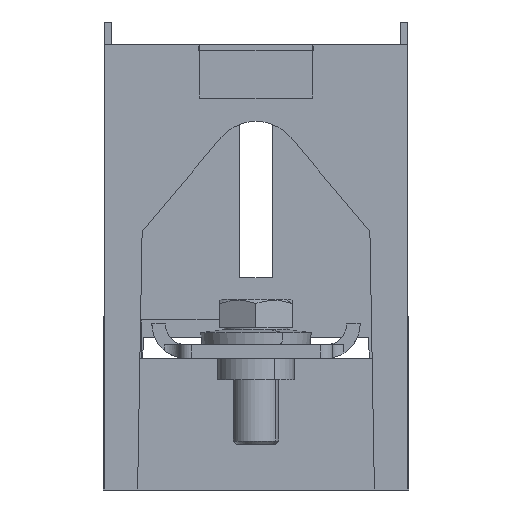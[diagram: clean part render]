
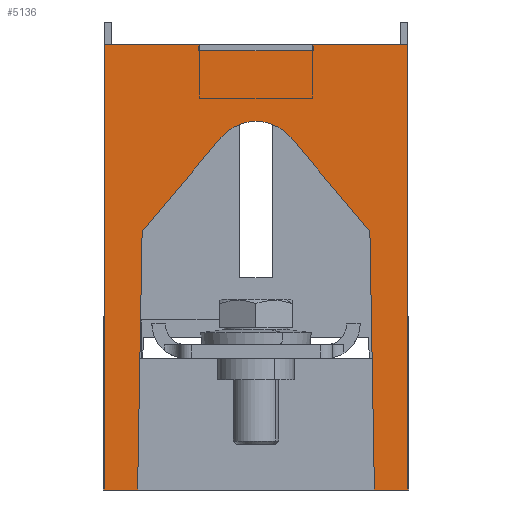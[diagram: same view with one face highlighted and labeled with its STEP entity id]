
A CAD part, front view. The second image highlights one B-rep face of the part: STEP entity #5136.
In plain terms, the highlighted planar face has unit normal (0, -1, 0).
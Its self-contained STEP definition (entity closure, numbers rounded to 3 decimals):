
#4651=AXIS2_PLACEMENT_3D('Circle Axis2P3D',#4649,#4650,$) ;
#5091=AXIS2_PLACEMENT_3D('Plane Axis2P3D',#5088,#5089,#5090) ;
#4436=CARTESIAN_POINT('Line Origine',(-15.,-96.5,81.25)) ;
#4440=CARTESIAN_POINT('Vertex',(-15.,-96.5,82.)) ;
#4442=CARTESIAN_POINT('Vertex',(-15.,-96.5,80.5)) ;
#4539=CARTESIAN_POINT('Line Origine',(15.,-96.5,81.25)) ;
#4543=CARTESIAN_POINT('Vertex',(15.,-96.5,82.)) ;
#4545=CARTESIAN_POINT('Vertex',(15.,-96.5,80.5)) ;
#4646=CARTESIAN_POINT('Vertex',(9.193,-96.5,57.713)) ;
#4649=CARTESIAN_POINT('Axis2P3D Location',(0.,-96.5,50.)) ;
#4653=CARTESIAN_POINT('Vertex',(-9.193,-96.5,57.713)) ;
#4745=CARTESIAN_POINT('Line Origine',(0.,-96.5,80.5)) ;
#4892=CARTESIAN_POINT('Vertex',(30.991,-96.5,-34.5)) ;
#4913=CARTESIAN_POINT('Vertex',(39.7,-96.5,-34.5)) ;
#4916=CARTESIAN_POINT('Line Origine',(35.346,-96.5,-34.5)) ;
#4934=CARTESIAN_POINT('Vertex',(-30.991,-96.5,-34.5)) ;
#4939=CARTESIAN_POINT('Line Origine',(-35.346,-96.5,-34.5)) ;
#4943=CARTESIAN_POINT('Vertex',(-39.7,-96.5,-34.5)) ;
#5007=CARTESIAN_POINT('Vertex',(-29.811,-96.5,33.142)) ;
#5012=CARTESIAN_POINT('Line Origine',(-30.401,-96.5,-0.679)) ;
#5034=CARTESIAN_POINT('Line Origine',(30.401,-96.5,-0.679)) ;
#5038=CARTESIAN_POINT('Vertex',(29.811,-96.5,33.142)) ;
#5069=CARTESIAN_POINT('Vertex',(39.7,-96.5,82.)) ;
#5072=CARTESIAN_POINT('Line Origine',(39.7,-96.5,23.75)) ;
#5088=CARTESIAN_POINT('Axis2P3D Location',(39.7,-96.5,0.)) ;
#5093=CARTESIAN_POINT('Line Origine',(-19.502,-96.5,45.428)) ;
#5098=CARTESIAN_POINT('Line Origine',(19.502,-96.5,45.428)) ;
#5103=CARTESIAN_POINT('Line Origine',(27.35,-96.5,82.)) ;
#5108=CARTESIAN_POINT('Line Origine',(-27.35,-96.5,82.)) ;
#5112=CARTESIAN_POINT('Vertex',(-39.7,-96.5,82.)) ;
#5115=CARTESIAN_POINT('Line Origine',(-39.7,-96.5,23.75)) ;
#4437=DIRECTION('Vector Direction',(0.,0.,-1.)) ;
#4540=DIRECTION('Vector Direction',(0.,0.,-1.)) ;
#4650=DIRECTION('Axis2P3D Direction',(0.,-1.,0.)) ;
#4746=DIRECTION('Vector Direction',(1.,0.,0.)) ;
#4917=DIRECTION('Vector Direction',(-1.,0.,0.)) ;
#4940=DIRECTION('Vector Direction',(-1.,0.,0.)) ;
#5013=DIRECTION('Vector Direction',(-0.017,0.,-1.)) ;
#5035=DIRECTION('Vector Direction',(-0.017,0.,1.)) ;
#5073=DIRECTION('Vector Direction',(0.,0.,-1.)) ;
#5089=DIRECTION('Axis2P3D Direction',(0.,1.,-0.)) ;
#5090=DIRECTION('Axis2P3D XDirection',(-1.,0.,0.)) ;
#5094=DIRECTION('Vector Direction',(-0.643,0.,-0.766)) ;
#5099=DIRECTION('Vector Direction',(-0.643,0.,0.766)) ;
#5104=DIRECTION('Vector Direction',(-1.,0.,0.)) ;
#5109=DIRECTION('Vector Direction',(-1.,0.,0.)) ;
#5116=DIRECTION('Vector Direction',(0.,0.,-1.)) ;
#4438=VECTOR('Line Direction',#4437,1.) ;
#4541=VECTOR('Line Direction',#4540,1.) ;
#4747=VECTOR('Line Direction',#4746,1.) ;
#4918=VECTOR('Line Direction',#4917,1.) ;
#4941=VECTOR('Line Direction',#4940,1.) ;
#5014=VECTOR('Line Direction',#5013,1.) ;
#5036=VECTOR('Line Direction',#5035,1.) ;
#5074=VECTOR('Line Direction',#5073,1.) ;
#5095=VECTOR('Line Direction',#5094,1.) ;
#5100=VECTOR('Line Direction',#5099,1.) ;
#5105=VECTOR('Line Direction',#5104,1.) ;
#5110=VECTOR('Line Direction',#5109,1.) ;
#5117=VECTOR('Line Direction',#5116,1.) ;
#5121=ORIENTED_EDGE('',*,*,#5016,.F.) ;
#5122=ORIENTED_EDGE('',*,*,#5097,.F.) ;
#5123=ORIENTED_EDGE('',*,*,#4655,.F.) ;
#5124=ORIENTED_EDGE('',*,*,#5102,.F.) ;
#5125=ORIENTED_EDGE('',*,*,#5040,.F.) ;
#5126=ORIENTED_EDGE('',*,*,#4920,.T.) ;
#5127=ORIENTED_EDGE('',*,*,#5076,.F.) ;
#5128=ORIENTED_EDGE('',*,*,#5107,.F.) ;
#5129=ORIENTED_EDGE('',*,*,#4547,.T.) ;
#5130=ORIENTED_EDGE('',*,*,#4749,.F.) ;
#5131=ORIENTED_EDGE('',*,*,#4444,.F.) ;
#5132=ORIENTED_EDGE('',*,*,#5114,.F.) ;
#5133=ORIENTED_EDGE('',*,*,#5119,.T.) ;
#5134=ORIENTED_EDGE('',*,*,#4945,.T.) ;
#5136=ADVANCED_FACE('Hauptkoerper nicht benutzen',(#5135),#5092,.F.) ;
#4652=CIRCLE('generated circle',#4651,12.) ;
#4444=EDGE_CURVE('',#4441,#4443,#4439,.T.) ;
#4547=EDGE_CURVE('',#4544,#4546,#4542,.T.) ;
#4655=EDGE_CURVE('',#4647,#4654,#4652,.T.) ;
#4749=EDGE_CURVE('',#4443,#4546,#4748,.T.) ;
#4920=EDGE_CURVE('',#4893,#4914,#4919,.F.) ;
#4945=EDGE_CURVE('',#4944,#4935,#4942,.F.) ;
#5016=EDGE_CURVE('',#5008,#4935,#5015,.T.) ;
#5040=EDGE_CURVE('',#4893,#5039,#5037,.T.) ;
#5076=EDGE_CURVE('',#5070,#4914,#5075,.T.) ;
#5097=EDGE_CURVE('',#4654,#5008,#5096,.T.) ;
#5102=EDGE_CURVE('',#5039,#4647,#5101,.T.) ;
#5107=EDGE_CURVE('',#4544,#5070,#5106,.F.) ;
#5114=EDGE_CURVE('',#5113,#4441,#5111,.F.) ;
#5119=EDGE_CURVE('',#5113,#4944,#5118,.T.) ;
#5120=EDGE_LOOP('',(#5121,#5122,#5123,#5124,#5125,#5126,#5127,#5128,#5129,#5130,#5131,#5132,#5133,#5134)) ;
#5135=FACE_OUTER_BOUND('',#5120,.T.) ;
#4439=LINE('Line',#4436,#4438) ;
#4542=LINE('Line',#4539,#4541) ;
#4748=LINE('Line',#4745,#4747) ;
#4919=LINE('Line',#4916,#4918) ;
#4942=LINE('Line',#4939,#4941) ;
#5015=LINE('Line',#5012,#5014) ;
#5037=LINE('Line',#5034,#5036) ;
#5075=LINE('Line',#5072,#5074) ;
#5096=LINE('Line',#5093,#5095) ;
#5101=LINE('Line',#5098,#5100) ;
#5106=LINE('Line',#5103,#5105) ;
#5111=LINE('Line',#5108,#5110) ;
#5118=LINE('Line',#5115,#5117) ;
#5092=PLANE('Plane',#5091) ;
#4441=VERTEX_POINT('',#4440) ;
#4443=VERTEX_POINT('',#4442) ;
#4544=VERTEX_POINT('',#4543) ;
#4546=VERTEX_POINT('',#4545) ;
#4647=VERTEX_POINT('',#4646) ;
#4654=VERTEX_POINT('',#4653) ;
#4893=VERTEX_POINT('',#4892) ;
#4914=VERTEX_POINT('',#4913) ;
#4935=VERTEX_POINT('',#4934) ;
#4944=VERTEX_POINT('',#4943) ;
#5008=VERTEX_POINT('',#5007) ;
#5039=VERTEX_POINT('',#5038) ;
#5070=VERTEX_POINT('',#5069) ;
#5113=VERTEX_POINT('',#5112) ;
